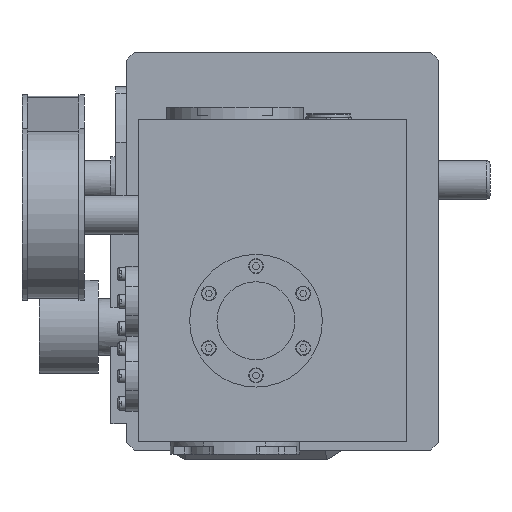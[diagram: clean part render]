
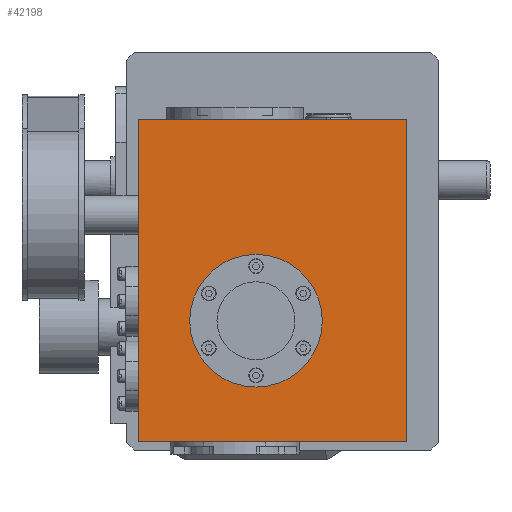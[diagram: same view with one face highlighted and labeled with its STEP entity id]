
A CAD part, front view. The second image highlights one B-rep face of the part: STEP entity #42198.
In plain terms, the highlighted planar face has unit normal (0, -1, 0).
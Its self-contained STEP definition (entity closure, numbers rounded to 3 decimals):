
#455 = DIRECTION ( 'NONE',  ( 1., 0., 0. ) ) ;
#653 = CIRCLE ( 'NONE', #20441, 42.5 ) ;
#693 = CIRCLE ( 'NONE', #6025, 42.5 ) ;
#1284 = DIRECTION ( 'NONE',  ( 0., -1., 0. ) ) ;
#1917 = VECTOR ( 'NONE', #28130, 1000. ) ;
#2008 = CARTESIAN_POINT ( 'NONE',  ( 0., -205., 0. ) ) ;
#2137 = ORIENTED_EDGE ( 'NONE', *, *, #45945, .F. ) ;
#2836 = CARTESIAN_POINT ( 'NONE',  ( 96.5, -205., -77.5 ) ) ;
#4161 = CARTESIAN_POINT ( 'NONE',  ( -75.5, -205., 129. ) ) ;
#5551 = DIRECTION ( 'NONE',  ( 0., 0., -1. ) ) ;
#6025 = AXIS2_PLACEMENT_3D ( 'NONE', #2008, #1284, #5551 ) ;
#11558 = FACE_OUTER_BOUND ( 'NONE', #39308, .T. ) ;
#12296 = EDGE_CURVE ( 'NONE', #52091, #30373, #31447, .T. ) ;
#13203 = LINE ( 'NONE', #32248, #1917 ) ;
#13245 = DIRECTION ( 'NONE',  ( 0., 1., 0. ) ) ;
#13850 = EDGE_CURVE ( 'NONE', #32030, #38369, #13203, .T. ) ;
#14071 = CARTESIAN_POINT ( 'NONE',  ( 0., -205., 42.5 ) ) ;
#14120 = EDGE_CURVE ( 'NONE', #30373, #32030, #23220, .T. ) ;
#14579 = LINE ( 'NONE', #27064, #27325 ) ;
#15191 = VECTOR ( 'NONE', #455, 1000. ) ;
#15455 = CARTESIAN_POINT ( 'NONE',  ( -75.5, -205., -77.5 ) ) ;
#19218 = ORIENTED_EDGE ( 'NONE', *, *, #14120, .T. ) ;
#20441 = AXIS2_PLACEMENT_3D ( 'NONE', #30028, #51299, #42320 ) ;
#21577 = ORIENTED_EDGE ( 'NONE', *, *, #37773, .T. ) ;
#21839 = DIRECTION ( 'NONE',  ( 1., 0., 0. ) ) ;
#22669 = ORIENTED_EDGE ( 'NONE', *, *, #13850, .T. ) ;
#22894 = CARTESIAN_POINT ( 'NONE',  ( -75.5, -205., -77.5 ) ) ;
#22904 = DIRECTION ( 'NONE',  ( -1., 0., 0. ) ) ;
#23220 = LINE ( 'NONE', #25793, #15191 ) ;
#24598 = VERTEX_POINT ( 'NONE', #14071 ) ;
#25793 = CARTESIAN_POINT ( 'NONE',  ( -75.5, -205., -77.5 ) ) ;
#27064 = CARTESIAN_POINT ( 'NONE',  ( -75.5, -205., 129. ) ) ;
#27325 = VECTOR ( 'NONE', #22904, 1000. ) ;
#28130 = DIRECTION ( 'NONE',  ( 0., 0., 1. ) ) ;
#29303 = EDGE_CURVE ( 'NONE', #24598, #49491, #693, .T. ) ;
#30028 = CARTESIAN_POINT ( 'NONE',  ( 0., -205., 0. ) ) ;
#30373 = VERTEX_POINT ( 'NONE', #22894 ) ;
#30965 = CARTESIAN_POINT ( 'NONE',  ( 96.5, -205., 129. ) ) ;
#31164 = EDGE_LOOP ( 'NONE', ( #2137, #40325 ) ) ;
#31447 = LINE ( 'NONE', #15455, #54817 ) ;
#31649 = FACE_BOUND ( 'NONE', #31164, .T. ) ;
#32030 = VERTEX_POINT ( 'NONE', #2836 ) ;
#32248 = CARTESIAN_POINT ( 'NONE',  ( 96.5, -205., -77.5 ) ) ;
#37773 = EDGE_CURVE ( 'NONE', #38369, #52091, #14579, .T. ) ;
#38369 = VERTEX_POINT ( 'NONE', #30965 ) ;
#39308 = EDGE_LOOP ( 'NONE', ( #49258, #19218, #22669, #21577 ) ) ;
#40316 = CARTESIAN_POINT ( 'NONE',  ( 0., -205., -42.5 ) ) ;
#40325 = ORIENTED_EDGE ( 'NONE', *, *, #29303, .F. ) ;
#42198 = ADVANCED_FACE ( 'NONE', ( #11558, #31649 ), #42775, .F. ) ;
#42320 = DIRECTION ( 'NONE',  ( 0., 0., -1. ) ) ;
#42775 = PLANE ( 'NONE',  #49357 ) ;
#45945 = EDGE_CURVE ( 'NONE', #49491, #24598, #653, .T. ) ;
#49258 = ORIENTED_EDGE ( 'NONE', *, *, #12296, .T. ) ;
#49357 = AXIS2_PLACEMENT_3D ( 'NONE', #51574, #13245, #21839 ) ;
#49491 = VERTEX_POINT ( 'NONE', #40316 ) ;
#51299 = DIRECTION ( 'NONE',  ( 0., -1., 0. ) ) ;
#51574 = CARTESIAN_POINT ( 'NONE',  ( 0., -205., 0. ) ) ;
#52091 = VERTEX_POINT ( 'NONE', #4161 ) ;
#53420 = DIRECTION ( 'NONE',  ( 0., 0., -1. ) ) ;
#54817 = VECTOR ( 'NONE', #53420, 1000. ) ;
